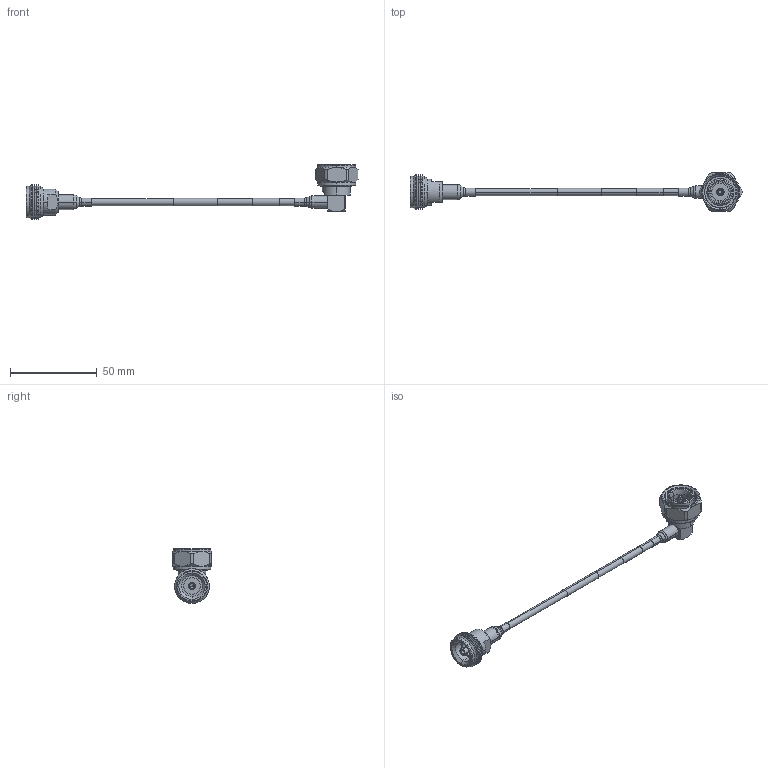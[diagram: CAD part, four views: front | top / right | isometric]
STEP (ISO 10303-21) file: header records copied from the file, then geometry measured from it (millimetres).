
FILE_DESCRIPTION (( 'STEP AP214' ), '1' );
FILE_NAME ('FMCA2461_3D.step', '2024-07-18T18:16:02', ( '' ), ( '' ), 'SwSTEP 2.0', 'SolidWorks 2022', '' );
FILE_SCHEMA (( 'AUTOMOTIVE_DESIGN' ));
Length unit declared in the file: inch
Products named in the file (6): Copy of TC-402-4310M-RA-LP-FM^FMCA2461; Copy of TFT-402-LF^FMCA2461_LABEL PE+FM; Copy of TFT-402-MA1^FMCA2461; Copy of TFT-402-MA1^FMCA2461_1.5; FMCA2461_3D; Copy of TC-402-4195F-LP-PE^FMCA2461
Assembly tree (5 placements, depth 2):
  FMCA2461_3D
    Copy of TFT-402-LF^FMCA2461_LABEL PE+FM
    Copy of TFT-402-MA1^FMCA2461_1.5
    Copy of TFT-402-MA1^FMCA2461
    Copy of TC-402-4195F-LP-PE^FMCA2461
    Copy of TC-402-4310M-RA-LP-FM^FMCA2461
Bounding box: 190.86 x 22 x 31.6 mm (x, y, z)
Volume: 10879.9 mm3; surface area: 11061.8 mm2
Topology: 7 solids, 8 shells, 337 faces, 756 edges, 451 vertices
Faces by surface type: cylinder 120, cone 90, plane 79, torus 38, bspline 10
Entity records: 11022 total; most frequent: CARTESIAN_POINT 2981, DIRECTION 1753, ORIENTED_EDGE 1508, EDGE_CURVE 754, AXIS2_PLACEMENT_3D 734, VERTEX_POINT 451, CIRCLE 399, EDGE_LOOP 371
